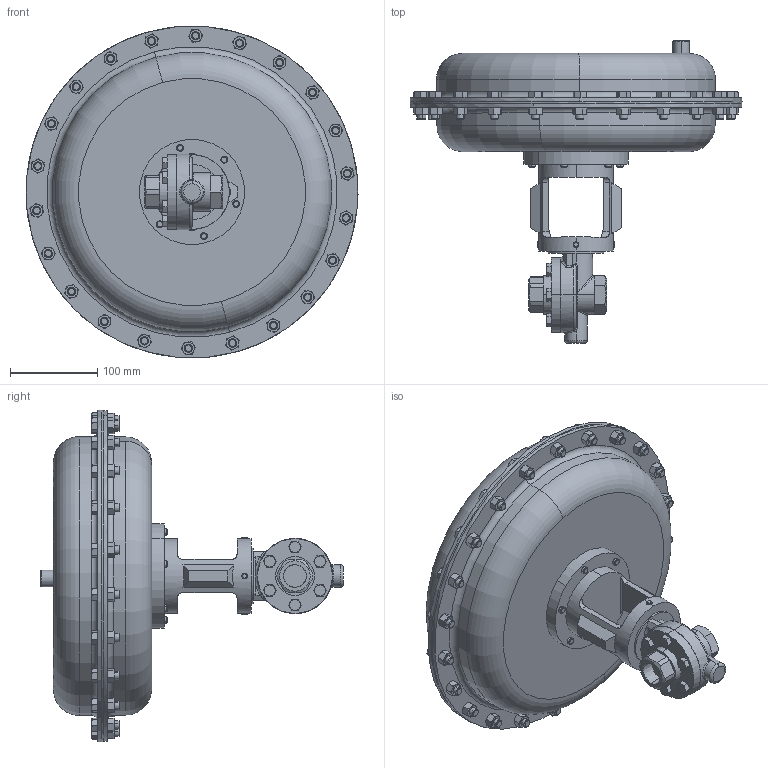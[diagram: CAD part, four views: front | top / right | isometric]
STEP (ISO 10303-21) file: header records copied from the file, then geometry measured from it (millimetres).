
FILE_DESCRIPTION (( 'STEP AP203' ), '1' );
FILE_NAME ('70-075-DI+BR-PT-85M.STEP', '2017-08-23T12:00:35', ( '' ), ( '' ), 'SwSTEP 2.0', 'SolidWorks 2014', '' );
FILE_SCHEMA (( 'CONFIG_CONTROL_DESIGN' ));
Length unit declared in the file: inch
Products named in the file (1): 70-075-DI+BR-PT-85M
Bounding box: 380.96 x 347 x 380.89 mm (x, y, z)
Volume: 9827932.6 mm3; surface area: 408102.6 mm2
Topology: 1 solids, 1 shells, 1099 faces, 2483 edges, 1478 vertices
Faces by surface type: cone 508, plane 443, cylinder 117, torus 20, bspline 8, sphere 3
Entity records: 34807 total; most frequent: CARTESIAN_POINT 11650, ORIENTED_EDGE 4966, DIRECTION 4485, EDGE_CURVE 2483, AXIS2_PLACEMENT_3D 1863, VERTEX_POINT 1478, EDGE_LOOP 1193, ADVANCED_FACE 1099
